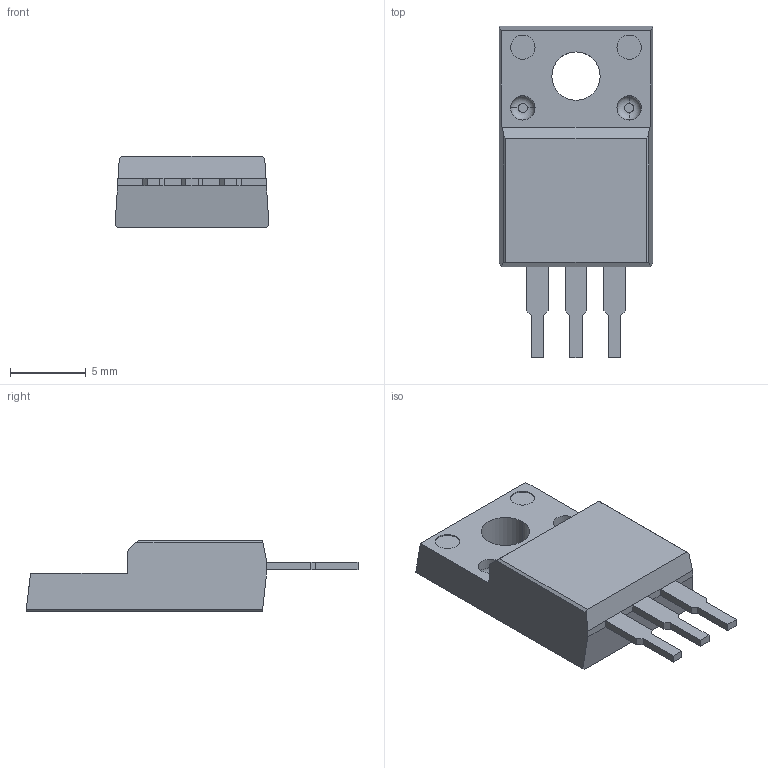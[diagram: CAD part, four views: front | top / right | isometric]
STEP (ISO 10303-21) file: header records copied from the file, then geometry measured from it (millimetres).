
FILE_DESCRIPTION (( 'STEP AP214' ), '1' );
FILE_NAME ('TO-220F.STEP', '2016-09-14T07:10:08', ( '' ), ( '' ), 'SwSTEP 2.0', 'SolidWorks 2016', '' );
FILE_SCHEMA (( 'AUTOMOTIVE_DESIGN' ));
Length unit declared in the file: millimetre
Products named in the file (1): TO-220F
Bounding box: 10.14 x 21.87 x 4.7 mm (x, y, z)
Volume: 567.6 mm3; surface area: 586.4 mm2
Topology: 1 solids, 1 shells, 63 faces, 157 edges, 100 vertices
Faces by surface type: plane 49, cylinder 10, torus 4
Entity records: 2547 total; most frequent: CARTESIAN_POINT 321, DIRECTION 315, ORIENTED_EDGE 314, EDGE_CURVE 157, LINE 127, VECTOR 127, VERTEX_POINT 100, AXIS2_PLACEMENT_3D 94
